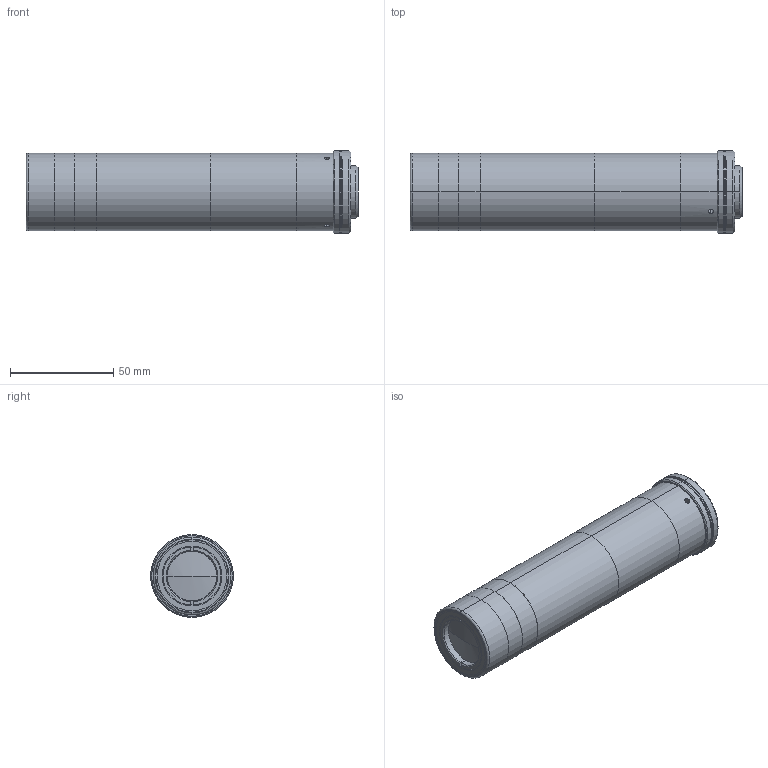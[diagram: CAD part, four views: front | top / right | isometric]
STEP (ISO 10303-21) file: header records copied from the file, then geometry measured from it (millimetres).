
FILE_DESCRIPTION (( 'STEP AP214' ), '1' );
FILE_NAME ('TCLWD-250.STEP', '2014-07-03T12:28:19', ( '' ), ( '' ), 'SwSTEP 2.0', 'SolidWorks 2013', '' );
FILE_SCHEMA (( 'AUTOMOTIVE_DESIGN' ));
Length unit declared in the file: millimetre
Products named in the file (1): TCLWD-250
Bounding box: 160.52 x 40 x 40 mm (x, y, z)
Surface area: 27785.8 mm2 (no closed solid volume)
Topology: 0 solids, 14 shells, 75 faces, 192 edges, 135 vertices
Faces by surface type: cylinder 38, plane 25, cone 8, sphere 2, torus 2
Entity records: 3375 total; most frequent: CARTESIAN_POINT 637, DIRECTION 444, ORIENTED_EDGE 318, AXIS2_PLACEMENT_3D 192, EDGE_CURVE 192, VERTEX_POINT 135, CIRCLE 116, EDGE_LOOP 95
